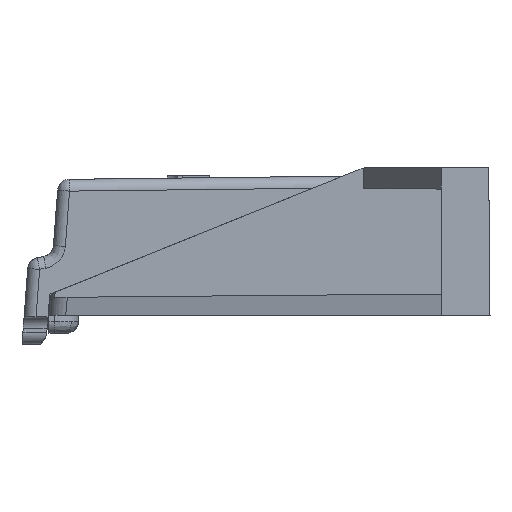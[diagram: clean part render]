
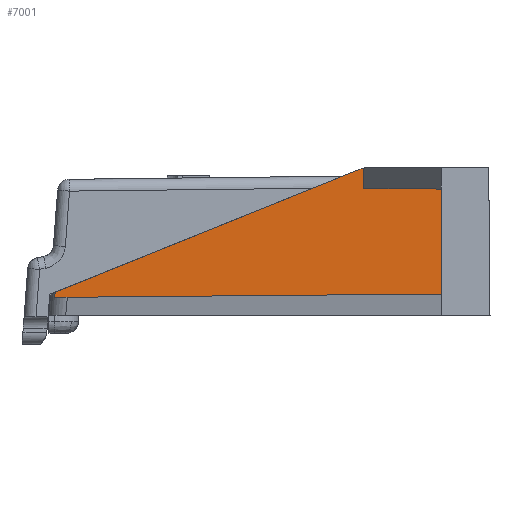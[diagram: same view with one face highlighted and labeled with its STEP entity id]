
A CAD part, left-side view. The second image highlights one B-rep face of the part: STEP entity #7001.
In plain terms, the highlighted planar face has unit normal (-1, 0.009, 0).
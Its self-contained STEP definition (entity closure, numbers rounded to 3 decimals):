
#97 = VERTEX_POINT ( 'NONE', #27231 ) ;
#469 = DIRECTION ( 'NONE',  ( -0.009, -1., 0. ) ) ;
#1014 = ORIENTED_EDGE ( 'NONE', *, *, #20916, .T. ) ;
#1063 = ORIENTED_EDGE ( 'NONE', *, *, #15997, .T. ) ;
#1405 = CARTESIAN_POINT ( 'NONE',  ( -37.817, 25.944, 1.662 ) ) ;
#2099 = EDGE_CURVE ( 'NONE', #31842, #8725, #29783, .T. ) ;
#2142 = CARTESIAN_POINT ( 'NONE',  ( -37.817, 25.933, 1.807 ) ) ;
#2285 = CARTESIAN_POINT ( 'NONE',  ( -38.042, 0.147, 12.33 ) ) ;
#2528 = CARTESIAN_POINT ( 'NONE',  ( -38.1, -6.5, 0. ) ) ;
#3279 =( BOUNDED_CURVE ( )  B_SPLINE_CURVE ( 3, ( #27730, #2285, #24917, #36275 ),
 .UNSPECIFIED., .F., .T. ) 
 B_SPLINE_CURVE_WITH_KNOTS ( ( 4, 4 ),
 ( 4.927, 5.096 ),
 .UNSPECIFIED. ) 
 CURVE ( )  GEOMETRIC_REPRESENTATION_ITEM ( )  RATIONAL_B_SPLINE_CURVE ( ( 1., 0.998, 0.998, 1. ) ) 
 REPRESENTATION_ITEM ( '' )  );
#3385 = DIRECTION ( 'NONE',  ( 0., 0., -1. ) ) ;
#4428 = EDGE_LOOP ( 'NONE', ( #5222, #6138, #1063, #20466, #1014, #7634, #31026 ) ) ;
#5222 = ORIENTED_EDGE ( 'NONE', *, *, #2099, .T. ) ;
#5254 = CARTESIAN_POINT ( 'NONE',  ( -38.043, 0.037, 10.657 ) ) ;
#6138 = ORIENTED_EDGE ( 'NONE', *, *, #23281, .T. ) ;
#7001 = ADVANCED_FACE ( 'NONE', ( #33745 ), #22383, .T. ) ;
#7245 = CARTESIAN_POINT ( 'NONE',  ( -37.817, 25.922, 1.952 ) ) ;
#7319 = EDGE_CURVE ( 'NONE', #97, #31842, #23428, .T. ) ;
#7634 = ORIENTED_EDGE ( 'NONE', *, *, #26662, .F. ) ;
#8725 = VERTEX_POINT ( 'NONE', #23759 ) ;
#8731 = AXIS2_PLACEMENT_3D ( 'NONE', #2528, #22747, #469 ) ;
#8834 = VERTEX_POINT ( 'NONE', #9656 ) ;
#9434 = VECTOR ( 'NONE', #26799, 1000. ) ;
#9508 = CARTESIAN_POINT ( 'NONE',  ( -38.097, -6.168, 1.797 ) ) ;
#9656 = CARTESIAN_POINT ( 'NONE',  ( -38.04, 0.36, 12.255 ) ) ;
#9753 = VECTOR ( 'NONE', #29404, 1000. ) ;
#10266 = CARTESIAN_POINT ( 'NONE',  ( -38.043, 0.037, 10.6 ) ) ;
#10401 = CARTESIAN_POINT ( 'NONE',  ( -38.1, -6.5, 1.8 ) ) ;
#10481 = CARTESIAN_POINT ( 'NONE',  ( -37.817, 25.955, 1.517 ) ) ;
#11930 = CARTESIAN_POINT ( 'NONE',  ( -38.097, -6.168, 10.603 ) ) ;
#12479 = VECTOR ( 'NONE', #3385, 1000. ) ;
#15887 = CARTESIAN_POINT ( 'NONE',  ( -37.817, 25.955, 1.517 ) ) ;
#15997 = EDGE_CURVE ( 'NONE', #8834, #22234, #26633, .T. ) ;
#17287 = CARTESIAN_POINT ( 'NONE',  ( -38.1, -6.5, 0. ) ) ;
#20466 = ORIENTED_EDGE ( 'NONE', *, *, #27121, .T. ) ;
#20916 = EDGE_CURVE ( 'NONE', #36008, #32138, #26775, .T. ) ;
#22234 = VERTEX_POINT ( 'NONE', #7245 ) ;
#22383 = PLANE ( 'NONE',  #8731 ) ;
#22623 =( BOUNDED_CURVE ( )  B_SPLINE_CURVE ( 3, ( #32601, #2142, #1405, #10481 ),
 .UNSPECIFIED., .F., .F. ) 
 B_SPLINE_CURVE_WITH_KNOTS ( ( 4, 4 ),
 ( 2.192, 2.196 ),
 .UNSPECIFIED. ) 
 CURVE ( )  GEOMETRIC_REPRESENTATION_ITEM ( )  RATIONAL_B_SPLINE_CURVE ( ( 1., 1., 1., 1. ) ) 
 REPRESENTATION_ITEM ( '' )  );
#22747 = DIRECTION ( 'NONE',  ( -1., 0.009, 0. ) ) ;
#23246 = DIRECTION ( 'NONE',  ( 0.009, 1., 0.009 ) ) ;
#23281 = EDGE_CURVE ( 'NONE', #8725, #8834, #3279, .T. ) ;
#23428 = LINE ( 'NONE', #11930, #33218 ) ;
#23759 = CARTESIAN_POINT ( 'NONE',  ( -38.043, 0.037, 12.354 ) ) ;
#24917 = CARTESIAN_POINT ( 'NONE',  ( -38.041, 0.255, 12.297 ) ) ;
#26633 = LINE ( 'NONE', #31848, #36470 ) ;
#26662 = EDGE_CURVE ( 'NONE', #97, #32138, #29009, .T. ) ;
#26775 = LINE ( 'NONE', #9508, #9753 ) ;
#26799 = DIRECTION ( 'NONE',  ( 0., 0., 1. ) ) ;
#27121 = EDGE_CURVE ( 'NONE', #22234, #36008, #22623, .T. ) ;
#27231 = CARTESIAN_POINT ( 'NONE',  ( -38.1, -6.5, 10.6 ) ) ;
#27730 = CARTESIAN_POINT ( 'NONE',  ( -38.043, 0.037, 12.354 ) ) ;
#29009 = LINE ( 'NONE', #17287, #12479 ) ;
#29404 = DIRECTION ( 'NONE',  ( -0.009, -1., 0.009 ) ) ;
#29616 = DIRECTION ( 'NONE',  ( 0.008, 0.927, -0.374 ) ) ;
#29783 = LINE ( 'NONE', #10266, #9434 ) ;
#31026 = ORIENTED_EDGE ( 'NONE', *, *, #7319, .T. ) ;
#31842 = VERTEX_POINT ( 'NONE', #5254 ) ;
#31848 = CARTESIAN_POINT ( 'NONE',  ( -38.006, 4.299, 10.667 ) ) ;
#32138 = VERTEX_POINT ( 'NONE', #10401 ) ;
#32601 = CARTESIAN_POINT ( 'NONE',  ( -37.817, 25.922, 1.952 ) ) ;
#33218 = VECTOR ( 'NONE', #23246, 1000. ) ;
#33745 = FACE_OUTER_BOUND ( 'NONE', #4428, .T. ) ;
#36008 = VERTEX_POINT ( 'NONE', #15887 ) ;
#36275 = CARTESIAN_POINT ( 'NONE',  ( -38.04, 0.36, 12.255 ) ) ;
#36470 = VECTOR ( 'NONE', #29616, 1000. ) ;
